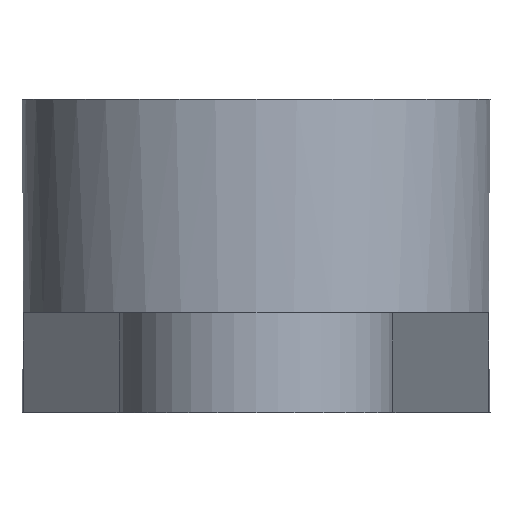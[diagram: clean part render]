
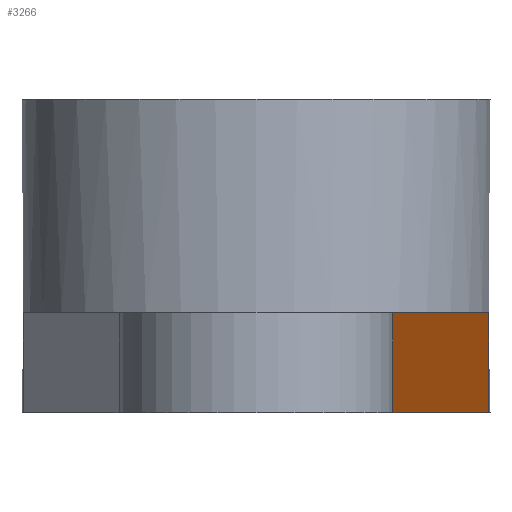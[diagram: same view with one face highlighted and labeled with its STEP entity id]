
A CAD part, left-side view. The second image highlights one B-rep face of the part: STEP entity #3266.
In plain terms, the highlighted face is planar.
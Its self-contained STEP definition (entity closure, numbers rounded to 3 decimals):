
#1116 = PLANE('',#1117);
#1117 = AXIS2_PLACEMENT_3D('',#1118,#1119,#1120);
#1118 = CARTESIAN_POINT('',(0.335,3.383,0.));
#1119 = DIRECTION('',(0.,0.,-1.));
#1120 = DIRECTION('',(-1.,0.,0.));
#1302 = CYLINDRICAL_SURFACE('',#1303,3.4);
#1303 = AXIS2_PLACEMENT_3D('',#1304,#1305,#1306);
#1304 = CARTESIAN_POINT('',(0.,0.,0.));
#1305 = DIRECTION('',(-0.,-0.,-1.));
#1306 = DIRECTION('',(1.,0.,0.));
#1660 = VERTEX_POINT('',#1661);
#1661 = CARTESIAN_POINT('',(-0.335,-3.383,0.));
#1709 = EDGE_CURVE('',#1660,#1710,#1712,.T.);
#1710 = VERTEX_POINT('',#1711);
#1711 = CARTESIAN_POINT('',(-14.397,-1.99,0.));
#1712 = SURFACE_CURVE('',#1713,(#1717,#1724),.PCURVE_S1.);
#1713 = LINE('',#1714,#1715);
#1714 = CARTESIAN_POINT('',(-0.335,-3.383,0.));
#1715 = VECTOR('',#1716,1.);
#1716 = DIRECTION('',(-0.995,0.099,0.));
#1717 = PCURVE('',#1116,#1718);
#1718 = DEFINITIONAL_REPRESENTATION('',(#1719),#1723);
#1719 = LINE('',#1720,#1721);
#1720 = CARTESIAN_POINT('',(0.67,-6.767));
#1721 = VECTOR('',#1722,1.);
#1722 = DIRECTION('',(0.995,0.099));
#1723 = ( GEOMETRIC_REPRESENTATION_CONTEXT(2) 
PARAMETRIC_REPRESENTATION_CONTEXT() REPRESENTATION_CONTEXT('2D SPACE',''
  ) );
#1724 = PCURVE('',#1725,#1730);
#1725 = PLANE('',#1726);
#1726 = AXIS2_PLACEMENT_3D('',#1727,#1728,#1729);
#1727 = CARTESIAN_POINT('',(-0.335,-3.383,0.));
#1728 = DIRECTION('',(-0.099,-0.995,-0.));
#1729 = DIRECTION('',(-0.995,0.099,0.));
#1730 = DEFINITIONAL_REPRESENTATION('',(#1731),#1735);
#1731 = LINE('',#1732,#1733);
#1732 = CARTESIAN_POINT('',(0.,-0.));
#1733 = VECTOR('',#1734,1.);
#1734 = DIRECTION('',(1.,0.));
#1735 = ( GEOMETRIC_REPRESENTATION_CONTEXT(2) 
PARAMETRIC_REPRESENTATION_CONTEXT() REPRESENTATION_CONTEXT('2D SPACE',''
  ) );
#1758 = CYLINDRICAL_SURFACE('',#1759,2.);
#1759 = AXIS2_PLACEMENT_3D('',#1760,#1761,#1762);
#1760 = CARTESIAN_POINT('',(-14.2,0.,0.));
#1761 = DIRECTION('',(0.,0.,-1.));
#1762 = DIRECTION('',(-1.,-0.,-0.));
#3266 = ADVANCED_FACE('',(#3267),#1725,.F.);
#3267 = FACE_BOUND('',#3268,.F.);
#3268 = EDGE_LOOP('',(#3269,#3314,#3342,#3385));
#3269 = ORIENTED_EDGE('',*,*,#3270,.T.);
#3270 = EDGE_CURVE('',#1660,#3271,#3273,.T.);
#3271 = VERTEX_POINT('',#3272);
#3272 = CARTESIAN_POINT('',(-0.335,-3.383,1.45));
#3273 = SURFACE_CURVE('',#3274,(#3278,#3285),.PCURVE_S1.);
#3274 = LINE('',#3275,#3276);
#3275 = CARTESIAN_POINT('',(-0.335,-3.383,0.));
#3276 = VECTOR('',#3277,1.);
#3277 = DIRECTION('',(0.,0.,1.));
#3278 = PCURVE('',#1725,#3279);
#3279 = DEFINITIONAL_REPRESENTATION('',(#3280),#3284);
#3280 = LINE('',#3281,#3282);
#3281 = CARTESIAN_POINT('',(0.,-0.));
#3282 = VECTOR('',#3283,1.);
#3283 = DIRECTION('',(0.,-1.));
#3284 = ( GEOMETRIC_REPRESENTATION_CONTEXT(2) 
PARAMETRIC_REPRESENTATION_CONTEXT() REPRESENTATION_CONTEXT('2D SPACE',''
  ) );
#3285 = PCURVE('',#1302,#3286);
#3286 = DEFINITIONAL_REPRESENTATION('',(#3287),#3313);
#3287 = B_SPLINE_CURVE_WITH_KNOTS('',3,(#3288,#3289,#3290,#3291,#3292,
    #3293,#3294,#3295,#3296,#3297,#3298,#3299,#3300,#3301,#3302,#3303,
    #3304,#3305,#3306,#3307,#3308,#3309,#3310,#3311,#3312),
  .UNSPECIFIED.,.F.,.F.,(4,1,1,1,1,1,1,1,1,1,1,1,1,1,1,1,1,1,1,1,1,1,4),
  (0.,0.066,0.132,0.198,0.264,
    0.33,0.395,0.461,0.527,
    0.593,0.659,0.725,0.791,0.857,
    0.923,0.989,1.055,1.12,
    1.186,1.252,1.318,1.384,1.45),
  .QUASI_UNIFORM_KNOTS.);
#3288 = CARTESIAN_POINT('',(-4.614,0.));
#3289 = CARTESIAN_POINT('',(-4.614,-0.022));
#3290 = CARTESIAN_POINT('',(-4.614,-0.066));
#3291 = CARTESIAN_POINT('',(-4.614,-0.132));
#3292 = CARTESIAN_POINT('',(-4.614,-0.198));
#3293 = CARTESIAN_POINT('',(-4.614,-0.264));
#3294 = CARTESIAN_POINT('',(-4.614,-0.33));
#3295 = CARTESIAN_POINT('',(-4.614,-0.395));
#3296 = CARTESIAN_POINT('',(-4.614,-0.461));
#3297 = CARTESIAN_POINT('',(-4.614,-0.527));
#3298 = CARTESIAN_POINT('',(-4.614,-0.593));
#3299 = CARTESIAN_POINT('',(-4.614,-0.659));
#3300 = CARTESIAN_POINT('',(-4.614,-0.725));
#3301 = CARTESIAN_POINT('',(-4.614,-0.791));
#3302 = CARTESIAN_POINT('',(-4.614,-0.857));
#3303 = CARTESIAN_POINT('',(-4.614,-0.923));
#3304 = CARTESIAN_POINT('',(-4.614,-0.989));
#3305 = CARTESIAN_POINT('',(-4.614,-1.055));
#3306 = CARTESIAN_POINT('',(-4.614,-1.12));
#3307 = CARTESIAN_POINT('',(-4.614,-1.186));
#3308 = CARTESIAN_POINT('',(-4.614,-1.252));
#3309 = CARTESIAN_POINT('',(-4.614,-1.318));
#3310 = CARTESIAN_POINT('',(-4.614,-1.384));
#3311 = CARTESIAN_POINT('',(-4.614,-1.428));
#3312 = CARTESIAN_POINT('',(-4.614,-1.45));
#3313 = ( GEOMETRIC_REPRESENTATION_CONTEXT(2) 
PARAMETRIC_REPRESENTATION_CONTEXT() REPRESENTATION_CONTEXT('2D SPACE',''
  ) );
#3314 = ORIENTED_EDGE('',*,*,#3315,.T.);
#3315 = EDGE_CURVE('',#3271,#3316,#3318,.T.);
#3316 = VERTEX_POINT('',#3317);
#3317 = CARTESIAN_POINT('',(-14.397,-1.99,1.45));
#3318 = SURFACE_CURVE('',#3319,(#3323,#3330),.PCURVE_S1.);
#3319 = LINE('',#3320,#3321);
#3320 = CARTESIAN_POINT('',(-0.335,-3.383,1.45));
#3321 = VECTOR('',#3322,1.);
#3322 = DIRECTION('',(-0.995,0.099,0.));
#3323 = PCURVE('',#1725,#3324);
#3324 = DEFINITIONAL_REPRESENTATION('',(#3325),#3329);
#3325 = LINE('',#3326,#3327);
#3326 = CARTESIAN_POINT('',(0.,-1.45));
#3327 = VECTOR('',#3328,1.);
#3328 = DIRECTION('',(1.,0.));
#3329 = ( GEOMETRIC_REPRESENTATION_CONTEXT(2) 
PARAMETRIC_REPRESENTATION_CONTEXT() REPRESENTATION_CONTEXT('2D SPACE',''
  ) );
#3330 = PCURVE('',#3331,#3336);
#3331 = PLANE('',#3332);
#3332 = AXIS2_PLACEMENT_3D('',#3333,#3334,#3335);
#3333 = CARTESIAN_POINT('',(-3.4,0.,1.45));
#3334 = DIRECTION('',(0.,0.,1.));
#3335 = DIRECTION('',(1.,0.,0.));
#3336 = DEFINITIONAL_REPRESENTATION('',(#3337),#3341);
#3337 = LINE('',#3338,#3339);
#3338 = CARTESIAN_POINT('',(3.065,-3.383));
#3339 = VECTOR('',#3340,1.);
#3340 = DIRECTION('',(-0.995,0.099));
#3341 = ( GEOMETRIC_REPRESENTATION_CONTEXT(2) 
PARAMETRIC_REPRESENTATION_CONTEXT() REPRESENTATION_CONTEXT('2D SPACE',''
  ) );
#3342 = ORIENTED_EDGE('',*,*,#3343,.F.);
#3343 = EDGE_CURVE('',#1710,#3316,#3344,.T.);
#3344 = SURFACE_CURVE('',#3345,(#3349,#3356),.PCURVE_S1.);
#3345 = LINE('',#3346,#3347);
#3346 = CARTESIAN_POINT('',(-14.397,-1.99,0.));
#3347 = VECTOR('',#3348,1.);
#3348 = DIRECTION('',(0.,0.,1.));
#3349 = PCURVE('',#1725,#3350);
#3350 = DEFINITIONAL_REPRESENTATION('',(#3351),#3355);
#3351 = LINE('',#3352,#3353);
#3352 = CARTESIAN_POINT('',(14.131,0.));
#3353 = VECTOR('',#3354,1.);
#3354 = DIRECTION('',(0.,-1.));
#3355 = ( GEOMETRIC_REPRESENTATION_CONTEXT(2) 
PARAMETRIC_REPRESENTATION_CONTEXT() REPRESENTATION_CONTEXT('2D SPACE',''
  ) );
#3356 = PCURVE('',#1758,#3357);
#3357 = DEFINITIONAL_REPRESENTATION('',(#3358),#3384);
#3358 = B_SPLINE_CURVE_WITH_KNOTS('',3,(#3359,#3360,#3361,#3362,#3363,
    #3364,#3365,#3366,#3367,#3368,#3369,#3370,#3371,#3372,#3373,#3374,
    #3375,#3376,#3377,#3378,#3379,#3380,#3381,#3382,#3383),
  .UNSPECIFIED.,.F.,.F.,(4,1,1,1,1,1,1,1,1,1,1,1,1,1,1,1,1,1,1,1,1,1,4),
  (0.,0.066,0.132,0.198,0.264,
    0.33,0.395,0.461,0.527,
    0.593,0.659,0.725,0.791,0.857,
    0.923,0.989,1.055,1.12,
    1.186,1.252,1.318,1.384,1.45),
  .QUASI_UNIFORM_KNOTS.);
#3359 = CARTESIAN_POINT('',(4.811,0.));
#3360 = CARTESIAN_POINT('',(4.811,-0.022));
#3361 = CARTESIAN_POINT('',(4.811,-0.066));
#3362 = CARTESIAN_POINT('',(4.811,-0.132));
#3363 = CARTESIAN_POINT('',(4.811,-0.198));
#3364 = CARTESIAN_POINT('',(4.811,-0.264));
#3365 = CARTESIAN_POINT('',(4.811,-0.33));
#3366 = CARTESIAN_POINT('',(4.811,-0.395));
#3367 = CARTESIAN_POINT('',(4.811,-0.461));
#3368 = CARTESIAN_POINT('',(4.811,-0.527));
#3369 = CARTESIAN_POINT('',(4.811,-0.593));
#3370 = CARTESIAN_POINT('',(4.811,-0.659));
#3371 = CARTESIAN_POINT('',(4.811,-0.725));
#3372 = CARTESIAN_POINT('',(4.811,-0.791));
#3373 = CARTESIAN_POINT('',(4.811,-0.857));
#3374 = CARTESIAN_POINT('',(4.811,-0.923));
#3375 = CARTESIAN_POINT('',(4.811,-0.989));
#3376 = CARTESIAN_POINT('',(4.811,-1.055));
#3377 = CARTESIAN_POINT('',(4.811,-1.12));
#3378 = CARTESIAN_POINT('',(4.811,-1.186));
#3379 = CARTESIAN_POINT('',(4.811,-1.252));
#3380 = CARTESIAN_POINT('',(4.811,-1.318));
#3381 = CARTESIAN_POINT('',(4.811,-1.384));
#3382 = CARTESIAN_POINT('',(4.811,-1.428));
#3383 = CARTESIAN_POINT('',(4.811,-1.45));
#3384 = ( GEOMETRIC_REPRESENTATION_CONTEXT(2) 
PARAMETRIC_REPRESENTATION_CONTEXT() REPRESENTATION_CONTEXT('2D SPACE',''
  ) );
#3385 = ORIENTED_EDGE('',*,*,#1709,.F.);
